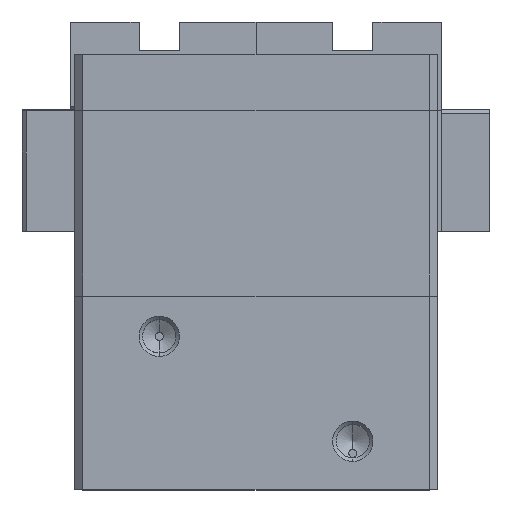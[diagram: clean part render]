
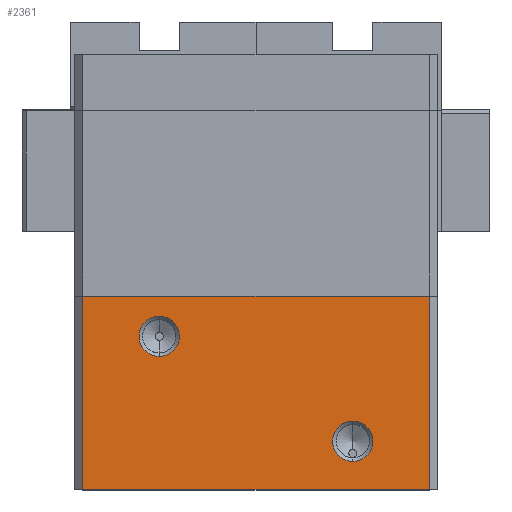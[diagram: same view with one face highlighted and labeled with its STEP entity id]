
A CAD part, top view. The second image highlights one B-rep face of the part: STEP entity #2361.
In plain terms, the highlighted planar face has unit normal (0, 0, 1).
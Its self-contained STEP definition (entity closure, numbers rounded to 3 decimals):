
#1309 = VERTEX_POINT( '', #3782 );
#1567 = VERTEX_POINT( '', #4063 );
#1705 = EDGE_CURVE( '', #1567, #2333, #4219, .T. );
#1869 = EDGE_CURVE( '', #2819, #1309, #4405, .T. );
#1891 = EDGE_CURVE( '', #2989, #2147, #4429, .T. );
#2037 = EDGE_CURVE( '', #2333, #1567, #4602, .T. );
#2147 = VERTEX_POINT( '', #4724 );
#2169 = VERTEX_POINT( '', #4747 );
#2333 = VERTEX_POINT( '', #4937 );
#2361 = ADVANCED_FACE( '', ( #4968, #4969, #4970 ), #4971, .T. );
#2563 = EDGE_CURVE( '', #2147, #2989, #5193, .T. );
#2819 = VERTEX_POINT( '', #5466 );
#2989 = VERTEX_POINT( '', #5666 );
#3239 = EDGE_CURVE( '', #3343, #2169, #5954, .T. );
#3259 = EDGE_CURVE( '', #1309, #2169, #5976, .T. );
#3343 = VERTEX_POINT( '', #6069 );
#3643 = EDGE_CURVE( '', #3343, #2819, #6397, .T. );
#3782 = CARTESIAN_POINT( '', ( 21.5, 23.99, 14.5 ) );
#4063 = CARTESIAN_POINT( '', ( 12., 3.5, 14.5 ) );
#4219 = CIRCLE( '', #7184, 2.5 );
#4405 = LINE( '', #7463, #7464 );
#4429 = CIRCLE( '', #7502, 2.5 );
#4602 = CIRCLE( '', #7715, 2.5 );
#4724 = CARTESIAN_POINT( '', ( -12., 16.5, 14.5 ) );
#4747 = CARTESIAN_POINT( '', ( -21.5, 23.99, 14.5 ) );
#4937 = CARTESIAN_POINT( '', ( 12., 8.5, 14.5 ) );
#4968 = FACE_OUTER_BOUND( '', #8186, .T. );
#4969 = FACE_BOUND( '', #8187, .T. );
#4970 = FACE_BOUND( '', #8188, .T. );
#4971 = PLANE( '', #8189 );
#5193 = CIRCLE( '', #8485, 2.5 );
#5466 = CARTESIAN_POINT( '', ( 21.5, 0., 14.5 ) );
#5666 = CARTESIAN_POINT( '', ( -12., 21.5, 14.5 ) );
#5954 = LINE( '', #9581, #9582 );
#5976 = LINE( '', #9613, #9614 );
#6069 = CARTESIAN_POINT( '', ( -21.5, 0., 14.5 ) );
#6397 = LINE( '', #10247, #10248 );
#7184 = AXIS2_PLACEMENT_3D( '', #10848, #10849, #10850 );
#7463 = CARTESIAN_POINT( '', ( 21.5, 0., 14.5 ) );
#7464 = VECTOR( '', #11046, 1. );
#7502 = AXIS2_PLACEMENT_3D( '', #11072, #11073, #11074 );
#7715 = AXIS2_PLACEMENT_3D( '', #11335, #11336, #11337 );
#8186 = EDGE_LOOP( '', ( #11762, #11763, #11764, #11765 ) );
#8187 = EDGE_LOOP( '', ( #11766, #11767 ) );
#8188 = EDGE_LOOP( '', ( #11768, #11769 ) );
#8189 = AXIS2_PLACEMENT_3D( '', #11770, #11771, #11772 );
#8485 = AXIS2_PLACEMENT_3D( '', #11990, #11991, #11992 );
#9581 = CARTESIAN_POINT( '', ( -21.5, 0., 14.5 ) );
#9582 = VECTOR( '', #12945, 1. );
#9613 = CARTESIAN_POINT( '', ( 10.75, 23.99, 14.5 ) );
#9614 = VECTOR( '', #12971, 1. );
#10247 = CARTESIAN_POINT( '', ( -21.5, 0., 14.5 ) );
#10248 = VECTOR( '', #13435, 1. );
#10848 = CARTESIAN_POINT( '', ( 12., 6., 14.5 ) );
#10849 = DIRECTION( '', ( 0., 0., -1. ) );
#10850 = DIRECTION( '', ( 0., 1., 0. ) );
#11046 = DIRECTION( '', ( 0., 1., 0. ) );
#11072 = CARTESIAN_POINT( '', ( -12., 19., 14.5 ) );
#11073 = DIRECTION( '', ( 0., 0., -1. ) );
#11074 = DIRECTION( '', ( 0., 1., 0. ) );
#11335 = CARTESIAN_POINT( '', ( 12., 6., 14.5 ) );
#11336 = DIRECTION( '', ( 0., 0., -1. ) );
#11337 = DIRECTION( '', ( 0., 1., 0. ) );
#11762 = ORIENTED_EDGE( '', *, *, #3259, .T. );
#11763 = ORIENTED_EDGE( '', *, *, #3239, .F. );
#11764 = ORIENTED_EDGE( '', *, *, #3643, .T. );
#11765 = ORIENTED_EDGE( '', *, *, #1869, .T. );
#11766 = ORIENTED_EDGE( '', *, *, #1891, .T. );
#11767 = ORIENTED_EDGE( '', *, *, #2563, .T. );
#11768 = ORIENTED_EDGE( '', *, *, #2037, .T. );
#11769 = ORIENTED_EDGE( '', *, *, #1705, .T. );
#11770 = CARTESIAN_POINT( '', ( 21.5, 0., 14.5 ) );
#11771 = DIRECTION( '', ( 0., 0., 1. ) );
#11772 = DIRECTION( '', ( 1., 0., 0. ) );
#11990 = CARTESIAN_POINT( '', ( -12., 19., 14.5 ) );
#11991 = DIRECTION( '', ( 0., 0., -1. ) );
#11992 = DIRECTION( '', ( 0., 1., 0. ) );
#12945 = DIRECTION( '', ( 0., 1., 0. ) );
#12971 = DIRECTION( '', ( -1., 0., 0. ) );
#13435 = DIRECTION( '', ( 1., 0., 0. ) );
